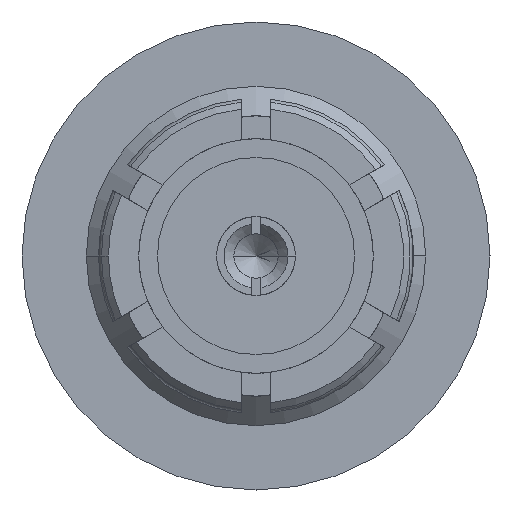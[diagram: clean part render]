
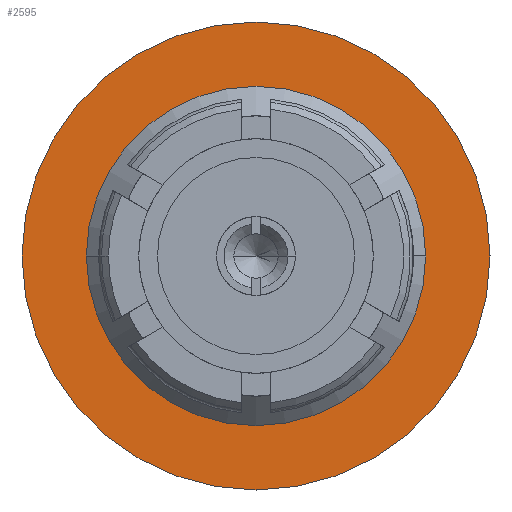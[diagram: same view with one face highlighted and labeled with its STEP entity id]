
A CAD part, left-side view. The second image highlights one B-rep face of the part: STEP entity #2595.
In plain terms, the highlighted planar face has unit normal (-1, 0, 0).
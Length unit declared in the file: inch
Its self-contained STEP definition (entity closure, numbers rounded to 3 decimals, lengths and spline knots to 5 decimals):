
#126 = FACE_OUTER_BOUND ( 'NONE', #2547, .T. ) ;
#450 = CIRCLE ( 'NONE', #626, 0.0678 ) ;
#626 = AXIS2_PLACEMENT_3D ( 'NONE', #9208, #1717, #4720 ) ;
#1316 = AXIS2_PLACEMENT_3D ( 'NONE', #5492, #2541, #8534 ) ;
#1400 = CARTESIAN_POINT ( 'NONE',  ( -0.84356, 0., 0. ) ) ;
#1669 = EDGE_CURVE ( 'NONE', #7999, #8764, #2899, .T. ) ;
#1682 = ORIENTED_EDGE ( 'NONE', *, *, #7102, .T. ) ;
#1717 = DIRECTION ( 'NONE',  ( 1., 0., 0. ) ) ;
#1851 = CARTESIAN_POINT ( 'NONE',  ( -0.84356, -0.0935, 0. ) ) ;
#1955 = ORIENTED_EDGE ( 'NONE', *, *, #3215, .F. ) ;
#1980 = CIRCLE ( 'NONE', #2609, 0.0678 ) ;
#2435 = AXIS2_PLACEMENT_3D ( 'NONE', #5612, #7158, #8649 ) ;
#2541 = DIRECTION ( 'NONE',  ( 1., 0., 0. ) ) ;
#2547 = EDGE_LOOP ( 'NONE', ( #1955, #7765 ) ) ;
#2548 = CARTESIAN_POINT ( 'NONE',  ( -0.84356, 0.0678, 0. ) ) ;
#2595 = ADVANCED_FACE ( 'NONE', ( #126, #9334 ), #9193, .F. ) ;
#2609 = AXIS2_PLACEMENT_3D ( 'NONE', #1400, #5152, #5252 ) ;
#2851 = EDGE_LOOP ( 'NONE', ( #5478, #1682 ) ) ;
#2899 = CIRCLE ( 'NONE', #2435, 0.0935 ) ;
#3062 = VERTEX_POINT ( 'NONE', #2548 ) ;
#3215 = EDGE_CURVE ( 'NONE', #8764, #7999, #6838, .T. ) ;
#3668 = EDGE_CURVE ( 'NONE', #3062, #3762, #1980, .T. ) ;
#3762 = VERTEX_POINT ( 'NONE', #6700 ) ;
#4228 = CARTESIAN_POINT ( 'NONE',  ( -0.84356, 0., 0. ) ) ;
#4720 = DIRECTION ( 'NONE',  ( 0., 1., 0. ) ) ;
#4918 = DIRECTION ( 'NONE',  ( 1., 0., 0. ) ) ;
#5148 = CARTESIAN_POINT ( 'NONE',  ( -0.84356, 0.0935, 0. ) ) ;
#5152 = DIRECTION ( 'NONE',  ( 1., 0., 0. ) ) ;
#5252 = DIRECTION ( 'NONE',  ( 0., 1., 0. ) ) ;
#5478 = ORIENTED_EDGE ( 'NONE', *, *, #3668, .T. ) ;
#5492 = CARTESIAN_POINT ( 'NONE',  ( -0.84356, -0.0678, 0. ) ) ;
#5612 = CARTESIAN_POINT ( 'NONE',  ( -0.84356, 0., 0. ) ) ;
#6507 = DIRECTION ( 'NONE',  ( 0., 1., 0. ) ) ;
#6700 = CARTESIAN_POINT ( 'NONE',  ( -0.84356, -0.0678, 0. ) ) ;
#6838 = CIRCLE ( 'NONE', #9694, 0.0935 ) ;
#7102 = EDGE_CURVE ( 'NONE', #3762, #3062, #450, .T. ) ;
#7158 = DIRECTION ( 'NONE',  ( 1., 0., 0. ) ) ;
#7765 = ORIENTED_EDGE ( 'NONE', *, *, #1669, .F. ) ;
#7999 = VERTEX_POINT ( 'NONE', #1851 ) ;
#8534 = DIRECTION ( 'NONE',  ( 0., -1., 0. ) ) ;
#8649 = DIRECTION ( 'NONE',  ( 0., 1., 0. ) ) ;
#8764 = VERTEX_POINT ( 'NONE', #5148 ) ;
#9193 = PLANE ( 'NONE',  #1316 ) ;
#9208 = CARTESIAN_POINT ( 'NONE',  ( -0.84356, 0., 0. ) ) ;
#9334 = FACE_BOUND ( 'NONE', #2851, .T. ) ;
#9694 = AXIS2_PLACEMENT_3D ( 'NONE', #4228, #4918, #6507 ) ;
